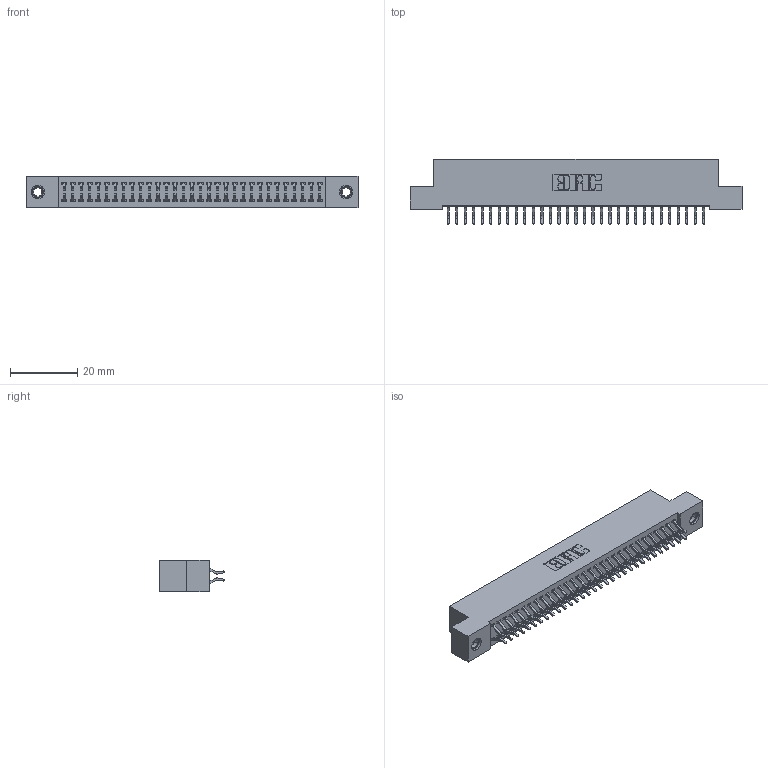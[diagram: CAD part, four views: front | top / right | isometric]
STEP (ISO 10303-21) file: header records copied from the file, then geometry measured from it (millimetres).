
FILE_DESCRIPTION (( 'STEP AP203' ), '1' );
FILE_NAME ('342-062-556-207.STEP', '2019-10-03T14:03:11', ( '' ), ( '' ), 'SwSTEP 2.0', 'SolidWorks 2016', '' );
FILE_SCHEMA (( 'CONFIG_CONTROL_DESIGN' ));
Length unit declared in the file: inch
Products named in the file (4): 345-250-001_345-250-005-103; 342-062-556-207; 342 Part_TI; 345-292-001_556 Tail
Assembly tree (65 placements, depth 2):
  342-062-556-207
    342 Part_TI
    345-292-001_556 Tail  x62
    345-250-001_345-250-005-103  x2
Bounding box: 99.06 x 19.58 x 9.4 mm (x, y, z)
Volume: 8834.2 mm3; surface area: 14074.5 mm2
Topology: 65 solids, 65 shells, 3766 faces, 11161 edges, 7350 vertices
Faces by surface type: plane 2578, cylinder 1172, cone 12, torus 4
Entity records: 22640 total; most frequent: CARTESIAN_POINT 3761, ORIENTED_EDGE 3678, DIRECTION 3253, EDGE_CURVE 1839, VECTOR 1683, LINE 1683, VERTEX_POINT 1220, AXIS2_PLACEMENT_3D 785
